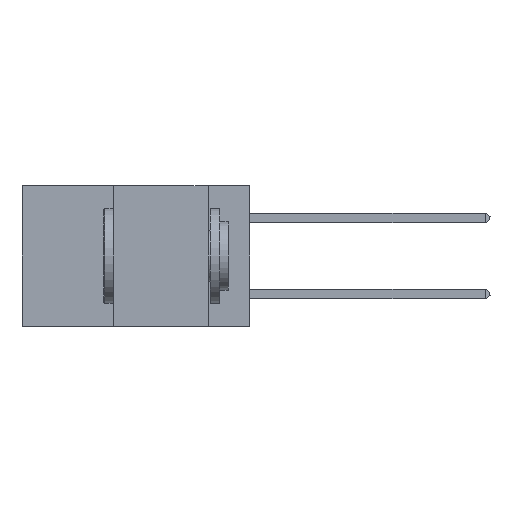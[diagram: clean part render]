
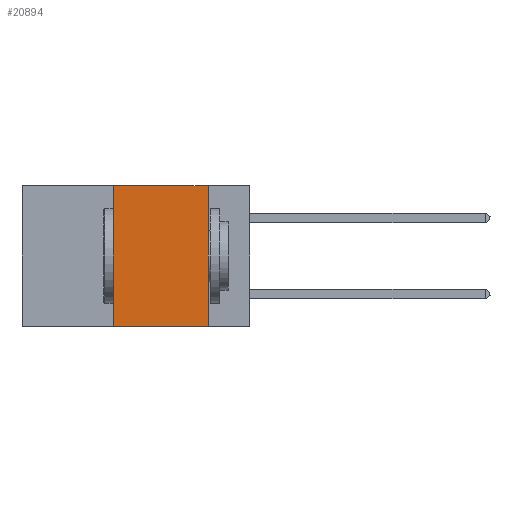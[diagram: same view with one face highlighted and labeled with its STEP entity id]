
A CAD part, left-side view. The second image highlights one B-rep face of the part: STEP entity #20894.
In plain terms, the highlighted planar face has unit normal (-1, 0, 0).
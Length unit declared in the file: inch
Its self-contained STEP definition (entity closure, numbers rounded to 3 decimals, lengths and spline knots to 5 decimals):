
#670 = VERTEX_POINT ( 'NONE', #31245 ) ;
#1550 = EDGE_CURVE ( 'NONE', #13960, #7211, #3636, .T. ) ;
#3078 = LINE ( 'NONE', #21981, #3880 ) ;
#3636 = LINE ( 'NONE', #13107, #31095 ) ;
#3673 = EDGE_CURVE ( 'NONE', #670, #5419, #3078, .T. ) ;
#3880 = VECTOR ( 'NONE', #19730, 39.37008 ) ;
#4959 = EDGE_CURVE ( 'NONE', #670, #7211, #17430, .T. ) ;
#5419 = VERTEX_POINT ( 'NONE', #9779 ) ;
#5472 = CARTESIAN_POINT ( 'NONE',  ( 0., 0.6, 0. ) ) ;
#6395 = DIRECTION ( 'NONE',  ( 0., -1., 0. ) ) ;
#7211 = VERTEX_POINT ( 'NONE', #33391 ) ;
#7442 = CARTESIAN_POINT ( 'NONE',  ( 0., 0.11, 0. ) ) ;
#9225 = ORIENTED_EDGE ( 'NONE', *, *, #1550, .F. ) ;
#9779 = CARTESIAN_POINT ( 'NONE',  ( 0., 0.36, 0. ) ) ;
#10400 = VECTOR ( 'NONE', #6395, 39.37008 ) ;
#10615 = DIRECTION ( 'NONE',  ( 0., -1., 0. ) ) ;
#12683 = DIRECTION ( 'NONE',  ( 1., 0., 0. ) ) ;
#13028 = LINE ( 'NONE', #5472, #17173 ) ;
#13107 = CARTESIAN_POINT ( 'NONE',  ( 0., 0.11, 0. ) ) ;
#13960 = VERTEX_POINT ( 'NONE', #7442 ) ;
#14029 = DIRECTION ( 'NONE',  ( 0., 0., -1. ) ) ;
#14347 = EDGE_LOOP ( 'NONE', ( #9225, #29854, #20460, #15455 ) ) ;
#15455 = ORIENTED_EDGE ( 'NONE', *, *, #4959, .T. ) ;
#17173 = VECTOR ( 'NONE', #10615, 39.37008 ) ;
#17430 = LINE ( 'NONE', #22346, #10400 ) ;
#19730 = DIRECTION ( 'NONE',  ( 0., 0., 1. ) ) ;
#20460 = ORIENTED_EDGE ( 'NONE', *, *, #3673, .F. ) ;
#20894 = ADVANCED_FACE ( 'NONE', ( #32335 ), #34198, .F. ) ;
#21981 = CARTESIAN_POINT ( 'NONE',  ( 0., 0.36, 0. ) ) ;
#22346 = CARTESIAN_POINT ( 'NONE',  ( 0., 0.6, -0.37 ) ) ;
#28410 = CARTESIAN_POINT ( 'NONE',  ( 0., 0.6, 0. ) ) ;
#28444 = EDGE_CURVE ( 'NONE', #5419, #13960, #13028, .T. ) ;
#29854 = ORIENTED_EDGE ( 'NONE', *, *, #28444, .F. ) ;
#31095 = VECTOR ( 'NONE', #14029, 39.37008 ) ;
#31245 = CARTESIAN_POINT ( 'NONE',  ( 0., 0.36, -0.37 ) ) ;
#32335 = FACE_OUTER_BOUND ( 'NONE', #14347, .T. ) ;
#33391 = CARTESIAN_POINT ( 'NONE',  ( 0., 0.11, -0.37 ) ) ;
#33785 = AXIS2_PLACEMENT_3D ( 'NONE', #28410, #12683, #33961 ) ;
#33961 = DIRECTION ( 'NONE',  ( 0., 0., -1. ) ) ;
#34198 = PLANE ( 'NONE',  #33785 ) ;
